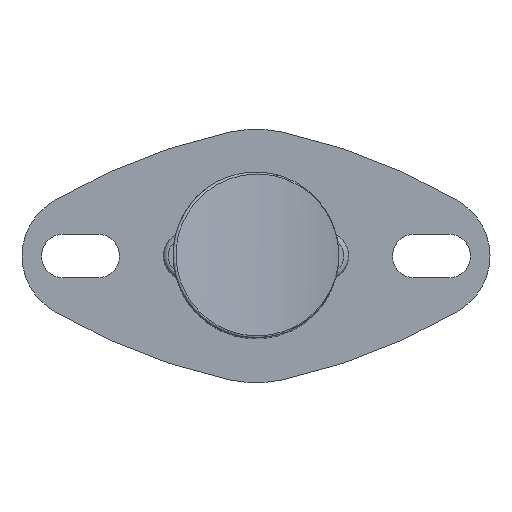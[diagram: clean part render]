
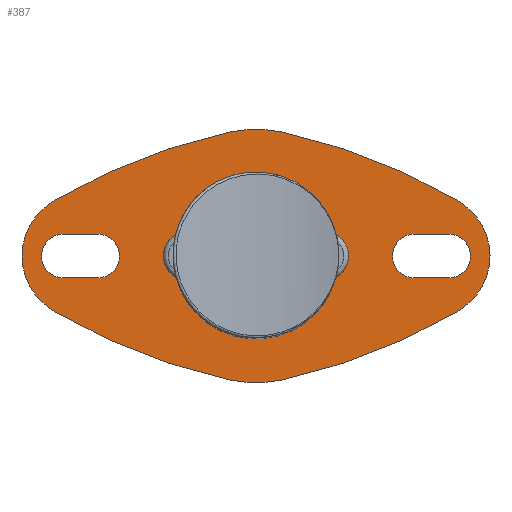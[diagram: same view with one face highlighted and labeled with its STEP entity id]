
A CAD part, top view. The second image highlights one B-rep face of the part: STEP entity #387.
In plain terms, the highlighted planar face has unit normal (0, 0, 1).
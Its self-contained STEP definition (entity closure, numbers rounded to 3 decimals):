
#387=ADVANCED_FACE('',(#869,#870,#871,#872),#873,.F.);
#869=FACE_BOUND('',#3097,.T.);
#870=FACE_OUTER_BOUND('',#3098,.T.);
#871=FACE_BOUND('',#3099,.T.);
#872=FACE_BOUND('',#3100,.T.);
#873=PLANE('',#3101);
#3097=EDGE_LOOP('',(#5926,#5927,#5928,#5929));
#3098=EDGE_LOOP('',(#5930,#5931,#5932,#5933,#5934,#5935,#5936,#5937));
#3099=EDGE_LOOP('',(#5938,#5939,#5940,#5941));
#3100=EDGE_LOOP('',(#5942,#5943,#5944,#5945));
#3101=AXIS2_PLACEMENT_3D('',#5946,#5947,#5948);
#5926=ORIENTED_EDGE('',*,*,#6916,.F.);
#5927=ORIENTED_EDGE('',*,*,#7182,.F.);
#5928=ORIENTED_EDGE('',*,*,#6922,.F.);
#5929=ORIENTED_EDGE('',*,*,#7185,.F.);
#5930=ORIENTED_EDGE('',*,*,#7174,.F.);
#5931=ORIENTED_EDGE('',*,*,#7009,.F.);
#5932=ORIENTED_EDGE('',*,*,#7160,.F.);
#5933=ORIENTED_EDGE('',*,*,#7164,.F.);
#5934=ORIENTED_EDGE('',*,*,#7167,.F.);
#5935=ORIENTED_EDGE('',*,*,#7171,.F.);
#5936=ORIENTED_EDGE('',*,*,#7187,.F.);
#5937=ORIENTED_EDGE('',*,*,#7188,.F.);
#5938=ORIENTED_EDGE('',*,*,#7084,.T.);
#5939=ORIENTED_EDGE('',*,*,#7089,.T.);
#5940=ORIENTED_EDGE('',*,*,#7093,.T.);
#5941=ORIENTED_EDGE('',*,*,#7096,.T.);
#5942=ORIENTED_EDGE('',*,*,#7069,.T.);
#5943=ORIENTED_EDGE('',*,*,#7080,.T.);
#5944=ORIENTED_EDGE('',*,*,#7077,.T.);
#5945=ORIENTED_EDGE('',*,*,#7073,.T.);
#5946=CARTESIAN_POINT('',(-756.102,74.42,6.0));
#5947=DIRECTION('',(-0.0,0.0,-1.0));
#5948=DIRECTION('',(-1.0,0.0,0.0));
#6916=EDGE_CURVE('',#7723,#7725,#7726,.F.);
#6922=EDGE_CURVE('',#7735,#7737,#7738,.F.);
#7009=EDGE_CURVE('',#7877,#7872,#7879,.T.);
#7069=EDGE_CURVE('',#7965,#7969,#7971,.T.);
#7073=EDGE_CURVE('',#7974,#7965,#7977,.T.);
#7077=EDGE_CURVE('',#7980,#7974,#7983,.F.);
#7080=EDGE_CURVE('',#7969,#7980,#7986,.T.);
#7084=EDGE_CURVE('',#7993,#7991,#7994,.T.);
#7089=EDGE_CURVE('',#7991,#7999,#8001,.T.);
#7093=EDGE_CURVE('',#7999,#8005,#8007,.T.);
#7096=EDGE_CURVE('',#8005,#7993,#8010,.F.);
#7160=EDGE_CURVE('',#8105,#7877,#8107,.T.);
#7164=EDGE_CURVE('',#8110,#8105,#8112,.T.);
#7167=EDGE_CURVE('',#8114,#8110,#8116,.T.);
#7171=EDGE_CURVE('',#8119,#8114,#8121,.T.);
#7174=EDGE_CURVE('',#7872,#8123,#8125,.T.);
#7182=EDGE_CURVE('',#7737,#7723,#8133,.F.);
#7185=EDGE_CURVE('',#7725,#7735,#8136,.F.);
#7187=EDGE_CURVE('',#8138,#8119,#8139,.T.);
#7188=EDGE_CURVE('',#8123,#8138,#8140,.T.);
#7723=VERTEX_POINT('',#9348);
#7725=VERTEX_POINT('',#9351);
#7726=CIRCLE('',#9352,8.5);
#7735=VERTEX_POINT('',#9378);
#7737=VERTEX_POINT('',#9381);
#7738=CIRCLE('',#9382,8.5);
#7872=VERTEX_POINT('',#9754);
#7877=VERTEX_POINT('',#9765);
#7879=CIRCLE('',#9768,60.0);
#7965=VERTEX_POINT('',#9914);
#7969=VERTEX_POINT('',#9920);
#7971=LINE('',#9923,#9924);
#7974=VERTEX_POINT('',#9927);
#7977=CIRCLE('',#9931,2.25);
#7980=VERTEX_POINT('',#9934);
#7983=LINE('',#9939,#9940);
#7986=CIRCLE('',#9943,2.25);
#7991=VERTEX_POINT('',#9948);
#7993=VERTEX_POINT('',#9951);
#7994=CIRCLE('',#9952,2.25);
#7999=VERTEX_POINT('',#9959);
#8001=LINE('',#9962,#9963);
#8005=VERTEX_POINT('',#9967);
#8007=CIRCLE('',#9970,2.25);
#8010=LINE('',#9974,#9975);
#8105=VERTEX_POINT('',#10241);
#8107=CIRCLE('',#10244,13.0);
#8110=VERTEX_POINT('',#10250);
#8112=CIRCLE('',#10253,60.0);
#8114=VERTEX_POINT('',#10255);
#8116=CIRCLE('',#10258,6.5);
#8119=VERTEX_POINT('',#10264);
#8121=CIRCLE('',#10267,60.0);
#8123=VERTEX_POINT('',#10269);
#8125=CIRCLE('',#10272,6.5);
#8133=CIRCLE('',#10280,2.5);
#8136=CIRCLE('',#10283,2.5);
#8138=VERTEX_POINT('',#10285);
#8139=CIRCLE('',#10286,13.0);
#8140=CIRCLE('',#10287,60.0);
#9348=CARTESIAN_POINT('',(-744.095,99.577,6.0));
#9351=CARTESIAN_POINT('',(-760.524,99.577,6.0));
#9352=AXIS2_PLACEMENT_3D('',#11037,#11038,#11039);
#9378=CARTESIAN_POINT('',(-760.524,95.206,6.0));
#9381=CARTESIAN_POINT('',(-744.095,95.206,6.0));
#9382=AXIS2_PLACEMENT_3D('',#11045,#11046,#11047);
#9754=CARTESIAN_POINT('',(-773.14,91.81,6.0));
#9765=CARTESIAN_POINT('',(-755.052,84.684,6.0));
#9768=AXIS2_PLACEMENT_3D('',#11124,#11125,#11126);
#9914=CARTESIAN_POINT('',(-732.56,95.141,6.0));
#9920=CARTESIAN_POINT('',(-736.06,95.141,6.0));
#9923=CARTESIAN_POINT('',(-756.102,95.141,6.0));
#9924=VECTOR('',#11186,1.0);
#9927=CARTESIAN_POINT('',(-732.56,99.641,6.0));
#9931=AXIS2_PLACEMENT_3D('',#11191,#11192,#11193);
#9934=CARTESIAN_POINT('',(-736.06,99.641,6.0));
#9939=CARTESIAN_POINT('',(-756.102,99.641,6.0));
#9940=VECTOR('',#11196,1.0);
#9943=AXIS2_PLACEMENT_3D('',#11200,#11201,#11202);
#9948=CARTESIAN_POINT('',(-768.56,95.141,6.0));
#9951=CARTESIAN_POINT('',(-768.56,99.641,6.0));
#9952=AXIS2_PLACEMENT_3D('',#11207,#11208,#11209);
#9959=CARTESIAN_POINT('',(-772.06,95.141,6.0));
#9962=CARTESIAN_POINT('',(-756.102,95.141,6.0));
#9963=VECTOR('',#11213,1.0);
#9967=CARTESIAN_POINT('',(-772.06,99.641,6.0));
#9970=AXIS2_PLACEMENT_3D('',#11218,#11219,#11220);
#9974=CARTESIAN_POINT('',(-756.102,99.641,6.0));
#9975=VECTOR('',#11222,1.0);
#10241=CARTESIAN_POINT('',(-749.567,84.684,6.0));
#10244=AXIS2_PLACEMENT_3D('',#11303,#11304,#11305);
#10250=CARTESIAN_POINT('',(-731.479,91.81,6.0));
#10253=AXIS2_PLACEMENT_3D('',#11307,#11308,#11309);
#10255=CARTESIAN_POINT('',(-731.479,102.973,6.0));
#10258=AXIS2_PLACEMENT_3D('',#11311,#11312,#11313);
#10264=CARTESIAN_POINT('',(-749.567,110.099,6.0));
#10267=AXIS2_PLACEMENT_3D('',#11315,#11316,#11317);
#10269=CARTESIAN_POINT('',(-773.14,102.973,6.0));
#10272=AXIS2_PLACEMENT_3D('',#11319,#11320,#11321);
#10280=AXIS2_PLACEMENT_3D('',#11331,#11332,#11333);
#10283=AXIS2_PLACEMENT_3D('',#11334,#11335,#11336);
#10285=CARTESIAN_POINT('',(-755.052,110.099,6.0));
#10286=AXIS2_PLACEMENT_3D('',#11337,#11338,#11339);
#10287=AXIS2_PLACEMENT_3D('',#11340,#11341,#11342);
#11037=CARTESIAN_POINT('',(-752.31,97.391,6.0));
#11038=DIRECTION('',(-0.0,0.0,-1.0));
#11039=DIRECTION('',(-1.0,0.0,0.0));
#11045=CARTESIAN_POINT('',(-752.31,97.391,6.0));
#11046=DIRECTION('',(-0.0,0.0,-1.0));
#11047=DIRECTION('',(-1.0,0.0,0.0));
#11124=CARTESIAN_POINT('',(-742.395,143.334,6.0));
#11125=DIRECTION('',(0.0,0.0,-1.0));
#11126=DIRECTION('',(0.367,0.93,0.0));
#11186=DIRECTION('',(-1.0,0.0,0.0));
#11191=CARTESIAN_POINT('',(-732.56,97.391,6.0));
#11192=DIRECTION('',(-0.0,0.0,-1.0));
#11193=DIRECTION('',(-1.0,0.0,0.0));
#11196=DIRECTION('',(-1.0,0.0,0.0));
#11200=CARTESIAN_POINT('',(-736.06,97.391,6.0));
#11201=DIRECTION('',(-0.0,0.0,-1.0));
#11202=DIRECTION('',(-1.0,0.0,0.0));
#11207=CARTESIAN_POINT('',(-768.56,97.391,6.0));
#11208=DIRECTION('',(-0.0,0.0,-1.0));
#11209=DIRECTION('',(-1.0,0.0,0.0));
#11213=DIRECTION('',(-1.0,0.0,0.0));
#11218=CARTESIAN_POINT('',(-772.06,97.391,6.0));
#11219=DIRECTION('',(-0.0,0.0,-1.0));
#11220=DIRECTION('',(-1.0,0.0,0.0));
#11222=DIRECTION('',(-1.0,0.0,0.0));
#11303=CARTESIAN_POINT('',(-752.31,97.391,6.0));
#11304=DIRECTION('',(0.0,0.0,-1.0));
#11305=DIRECTION('',(0.0,1.0,0.0));
#11307=CARTESIAN_POINT('',(-762.224,143.334,6.0));
#11308=DIRECTION('',(-0.0,0.0,-1.0));
#11309=DIRECTION('',(-0.367,0.93,0.0));
#11311=CARTESIAN_POINT('',(-734.81,97.391,6.0));
#11312=DIRECTION('',(-0.0,0.0,-1.0));
#11313=DIRECTION('',(-1.0,0.0,0.0));
#11315=CARTESIAN_POINT('',(-762.224,51.449,6.0));
#11316=DIRECTION('',(-0.0,0.0,-1.0));
#11317=DIRECTION('',(-0.367,-0.93,0.0));
#11319=CARTESIAN_POINT('',(-769.81,97.391,6.0));
#11320=DIRECTION('',(0.0,0.0,-1.0));
#11321=DIRECTION('',(1.0,0.0,0.0));
#11331=CARTESIAN_POINT('',(-745.31,97.391,6.0));
#11332=DIRECTION('',(-0.0,0.0,-1.0));
#11333=DIRECTION('',(-1.0,0.0,0.0));
#11334=CARTESIAN_POINT('',(-759.31,97.391,6.0));
#11335=DIRECTION('',(-0.0,0.0,-1.0));
#11336=DIRECTION('',(-1.0,0.0,0.0));
#11337=CARTESIAN_POINT('',(-752.31,97.391,6.0));
#11338=DIRECTION('',(-0.0,-0.0,-1.0));
#11339=DIRECTION('',(0.0,-1.0,0.0));
#11340=CARTESIAN_POINT('',(-742.395,51.449,6.0));
#11341=DIRECTION('',(0.0,-0.0,-1.0));
#11342=DIRECTION('',(0.367,-0.93,0.0));
